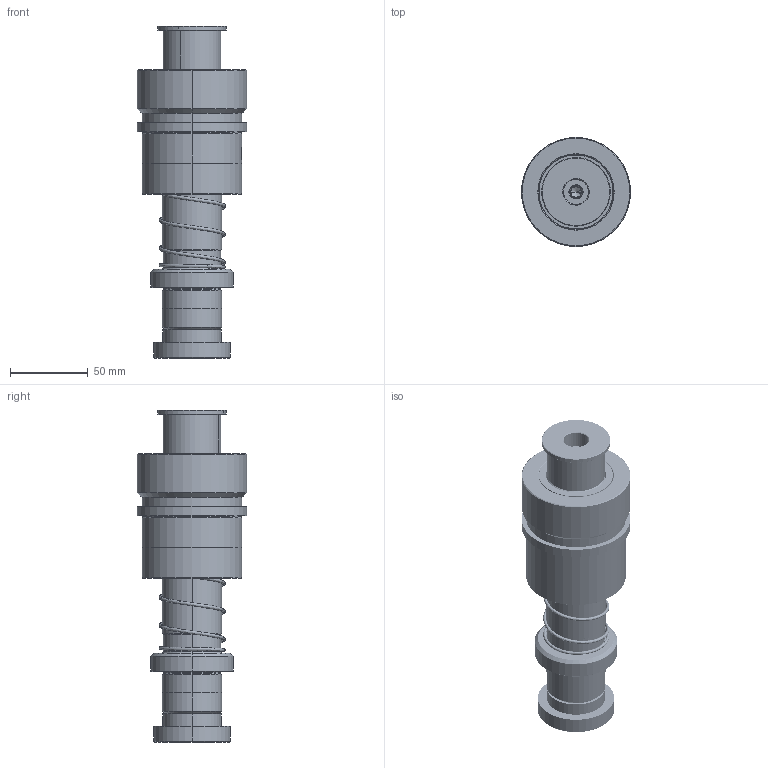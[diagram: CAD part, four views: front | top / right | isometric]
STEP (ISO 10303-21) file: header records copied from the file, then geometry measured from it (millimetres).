
FILE_DESCRIPTION (( 'STEP AP214' ), '1' );
FILE_NAME ('KTSH KTJH-D38-L140(BL80).STEP', '2021-09-09T09:20:42', ( '' ), ( '' ), 'SwSTEP 2.0', 'SolidWorks 2016', '' );
FILE_SCHEMA (( 'AUTOMOTIVE_DESIGN' ));
Length unit declared in the file: millimetre
Products named in the file (255): BALL-D5; HWP-D42.5-d38.5-L80; KTSH KTJH-D38-L140(BL80); GTK-D44-d37; BSH-47.5-38.5-75; TRB38-40-40; TRPK-D38-L140; BSH-D47.5-38.5-L75郪蚾; TRPK蹟簽D38
Assembly tree (248 placements, depth 3):
  BALL-D5
  BALL-D5
  BALL-D5
  BALL-D5
  BALL-D5
Bounding box: 70 x 70 x 213 mm (x, y, z)
Volume: 421597.9 mm3; surface area: 134728.3 mm2
Topology: 244 solids, 244 shells, 1124 faces, 4717 edges, 3126 vertices
Faces by surface type: sphere 952, cylinder 58, cone 52, plane 32, torus 16, bspline 14
Entity records: 52630 total; most frequent: CARTESIAN_POINT 31427, ORIENTED_EDGE 3704, DIRECTION 3266, EDGE_CURVE 1852, AXIS2_PLACEMENT_3D 1562, VERTEX_POINT 1210, EDGE_LOOP 1128, B_SPLINE_CURVE_WITH_KNOTS 1041
